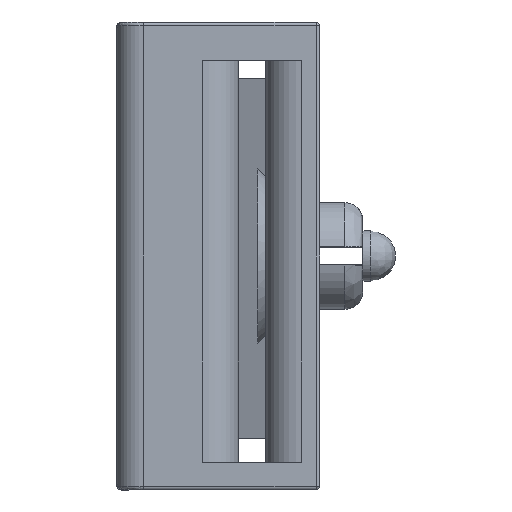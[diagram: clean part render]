
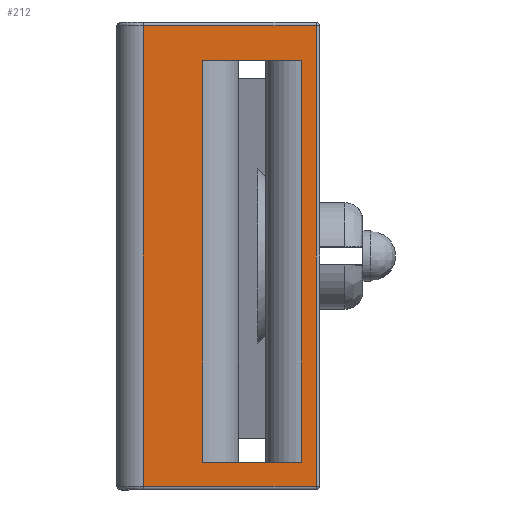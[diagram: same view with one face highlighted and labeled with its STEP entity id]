
A CAD part, left-side view. The second image highlights one B-rep face of the part: STEP entity #212.
In plain terms, the highlighted planar face has unit normal (-1, 0, 0).
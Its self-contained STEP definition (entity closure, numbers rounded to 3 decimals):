
#134 = DIRECTION ( 'NONE',  ( 0., 0., 1. ) ) ;
#212 = ADVANCED_FACE ( 'NONE', ( #2217, #3188 ), #2180, .F. ) ;
#225 = ORIENTED_EDGE ( 'NONE', *, *, #1373, .F. ) ;
#270 = CARTESIAN_POINT ( 'NONE',  ( -72.615, 11.109, 36.921 ) ) ;
#342 = VECTOR ( 'NONE', #2152, 1000. ) ;
#411 = ORIENTED_EDGE ( 'NONE', *, *, #1421, .F. ) ;
#502 = ORIENTED_EDGE ( 'NONE', *, *, #1166, .F. ) ;
#515 = LINE ( 'NONE', #817, #1818 ) ;
#639 = CARTESIAN_POINT ( 'NONE',  ( -72.615, 14.409, 35.371 ) ) ;
#640 = CARTESIAN_POINT ( 'NONE',  ( -72.615, 14.409, 35.571 ) ) ;
#652 = VECTOR ( 'NONE', #1971, 1000. ) ;
#817 = CARTESIAN_POINT ( 'NONE',  ( -72.615, 15.909, 36.921 ) ) ;
#851 = VECTOR ( 'NONE', #1148, 1000. ) ;
#899 = DIRECTION ( 'NONE',  ( 0., 0., -1. ) ) ;
#931 = CARTESIAN_POINT ( 'NONE',  ( -72.615, 15.909, 35.371 ) ) ;
#936 = CARTESIAN_POINT ( 'NONE',  ( -72.615, 11.109, 59.221 ) ) ;
#942 = CARTESIAN_POINT ( 'NONE',  ( -72.615, 15.909, 35.571 ) ) ;
#1084 = CARTESIAN_POINT ( 'NONE',  ( -72.615, 5.609, 36.921 ) ) ;
#1148 = DIRECTION ( 'NONE',  ( 0., -1., 0. ) ) ;
#1154 = VECTOR ( 'NONE', #899, 1000. ) ;
#1166 = EDGE_CURVE ( 'NONE', #2090, #3184, #2711, .T. ) ;
#1185 = EDGE_LOOP ( 'NONE', ( #411, #2067, #2231, #502 ) ) ;
#1243 = VERTEX_POINT ( 'NONE', #936 ) ;
#1357 = VERTEX_POINT ( 'NONE', #2156 ) ;
#1373 = EDGE_CURVE ( 'NONE', #1243, #1980, #2918, .T. ) ;
#1421 = EDGE_CURVE ( 'NONE', #2293, #2090, #1483, .T. ) ;
#1425 = LINE ( 'NONE', #2712, #1154 ) ;
#1432 = ORIENTED_EDGE ( 'NONE', *, *, #1976, .F. ) ;
#1483 = LINE ( 'NONE', #942, #2451 ) ;
#1516 = DIRECTION ( 'NONE',  ( 0., -1., 0. ) ) ;
#1558 = CARTESIAN_POINT ( 'NONE',  ( -72.615, 14.409, 61.171 ) ) ;
#1590 = EDGE_CURVE ( 'NONE', #3143, #1357, #2023, .T. ) ;
#1591 = VECTOR ( 'NONE', #134, 1000. ) ;
#1658 = DIRECTION ( 'NONE',  ( 0., 0., -1. ) ) ;
#1785 = EDGE_CURVE ( 'NONE', #1357, #1243, #2718, .T. ) ;
#1818 = VECTOR ( 'NONE', #1516, 1000. ) ;
#1866 = CARTESIAN_POINT ( 'NONE',  ( -72.615, 4.809, 61.171 ) ) ;
#1912 = LINE ( 'NONE', #2207, #851 ) ;
#1946 = CARTESIAN_POINT ( 'NONE',  ( -72.615, 15.909, 59.221 ) ) ;
#1971 = DIRECTION ( 'NONE',  ( 0., 0., -1. ) ) ;
#1976 = EDGE_CURVE ( 'NONE', #1980, #3143, #515, .T. ) ;
#1980 = VERTEX_POINT ( 'NONE', #270 ) ;
#2023 = LINE ( 'NONE', #2524, #2566 ) ;
#2038 = VERTEX_POINT ( 'NONE', #1866 ) ;
#2067 = ORIENTED_EDGE ( 'NONE', *, *, #2148, .F. ) ;
#2090 = VERTEX_POINT ( 'NONE', #640 ) ;
#2117 = EDGE_LOOP ( 'NONE', ( #1432, #225, #2643, #2802 ) ) ;
#2148 = EDGE_CURVE ( 'NONE', #2038, #2293, #1425, .T. ) ;
#2152 = DIRECTION ( 'NONE',  ( 0., 1., 0. ) ) ;
#2156 = CARTESIAN_POINT ( 'NONE',  ( -72.615, 5.609, 59.221 ) ) ;
#2180 = PLANE ( 'NONE',  #3007 ) ;
#2195 = DIRECTION ( 'NONE',  ( 1., 0., 0. ) ) ;
#2207 = CARTESIAN_POINT ( 'NONE',  ( -72.615, 15.909, 61.171 ) ) ;
#2217 = FACE_OUTER_BOUND ( 'NONE', #1185, .T. ) ;
#2231 = ORIENTED_EDGE ( 'NONE', *, *, #2494, .F. ) ;
#2293 = VERTEX_POINT ( 'NONE', #3010 ) ;
#2451 = VECTOR ( 'NONE', #2459, 1000. ) ;
#2459 = DIRECTION ( 'NONE',  ( 0., 1., 0. ) ) ;
#2474 = CARTESIAN_POINT ( 'NONE',  ( -72.615, 11.109, 35.371 ) ) ;
#2494 = EDGE_CURVE ( 'NONE', #3184, #2038, #1912, .T. ) ;
#2524 = CARTESIAN_POINT ( 'NONE',  ( -72.615, 5.609, 35.371 ) ) ;
#2566 = VECTOR ( 'NONE', #3257, 1000. ) ;
#2643 = ORIENTED_EDGE ( 'NONE', *, *, #1785, .F. ) ;
#2711 = LINE ( 'NONE', #639, #1591 ) ;
#2712 = CARTESIAN_POINT ( 'NONE',  ( -72.615, 4.809, 35.371 ) ) ;
#2718 = LINE ( 'NONE', #1946, #342 ) ;
#2802 = ORIENTED_EDGE ( 'NONE', *, *, #1590, .F. ) ;
#2918 = LINE ( 'NONE', #2474, #652 ) ;
#3007 = AXIS2_PLACEMENT_3D ( 'NONE', #931, #2195, #1658 ) ;
#3010 = CARTESIAN_POINT ( 'NONE',  ( -72.615, 4.809, 35.571 ) ) ;
#3143 = VERTEX_POINT ( 'NONE', #1084 ) ;
#3184 = VERTEX_POINT ( 'NONE', #1558 ) ;
#3188 = FACE_BOUND ( 'NONE', #2117, .T. ) ;
#3257 = DIRECTION ( 'NONE',  ( 0., 0., 1. ) ) ;
